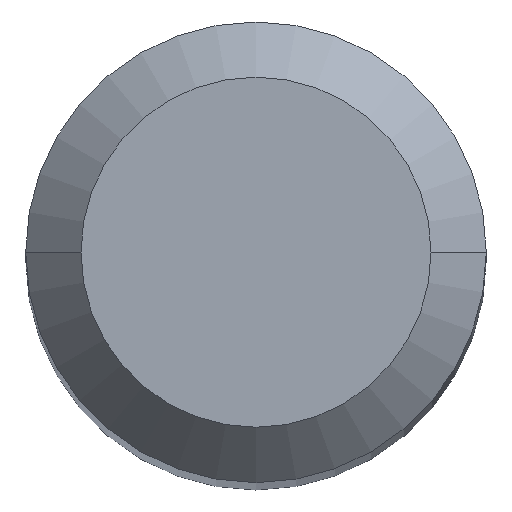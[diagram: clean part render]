
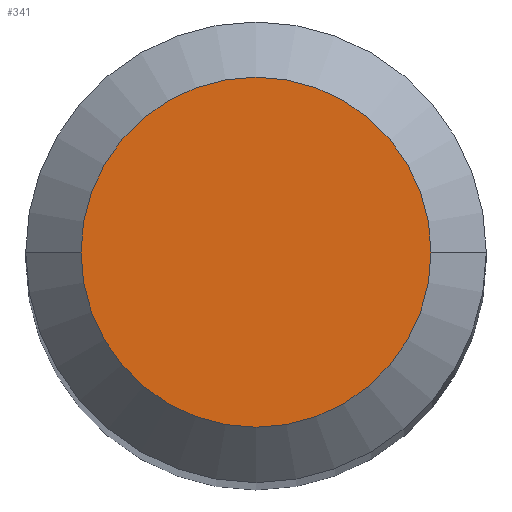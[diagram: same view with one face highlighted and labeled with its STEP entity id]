
A CAD part, top view. The second image highlights one B-rep face of the part: STEP entity #341.
In plain terms, the highlighted planar face has unit normal (0, 0, 1).
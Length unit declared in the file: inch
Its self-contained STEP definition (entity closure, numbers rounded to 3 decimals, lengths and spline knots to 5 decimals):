
#12 = EDGE_CURVE ( 'NONE', #27, #245, #356, .T. ) ;
#22 = ORIENTED_EDGE ( 'NONE', *, *, #125, .T. ) ;
#27 = VERTEX_POINT ( 'NONE', #278 ) ;
#58 = DIRECTION ( 'NONE',  ( 0., 0., -1. ) ) ;
#59 = CIRCLE ( 'NONE', #87, 0.0475 ) ;
#87 = AXIS2_PLACEMENT_3D ( 'NONE', #454, #201, #122 ) ;
#109 = AXIS2_PLACEMENT_3D ( 'NONE', #198, #58, #203 ) ;
#122 = DIRECTION ( 'NONE',  ( 1., 0., 0. ) ) ;
#125 = EDGE_CURVE ( 'NONE', #245, #27, #59, .T. ) ;
#135 = ORIENTED_EDGE ( 'NONE', *, *, #12, .T. ) ;
#194 = DIRECTION ( 'NONE',  ( 1., 0., 0. ) ) ;
#198 = CARTESIAN_POINT ( 'NONE',  ( 0., 0.0475, 0. ) ) ;
#201 = DIRECTION ( 'NONE',  ( 0., 0., 1. ) ) ;
#203 = DIRECTION ( 'NONE',  ( -1., 0., 0. ) ) ;
#234 = PLANE ( 'NONE',  #109 ) ;
#245 = VERTEX_POINT ( 'NONE', #334 ) ;
#278 = CARTESIAN_POINT ( 'NONE',  ( 0.0475, 0., 0. ) ) ;
#321 = DIRECTION ( 'NONE',  ( 0., 0., 1. ) ) ;
#334 = CARTESIAN_POINT ( 'NONE',  ( -0.0475, 0., 0. ) ) ;
#341 = ADVANCED_FACE ( 'NONE', ( #371 ), #234, .F. ) ;
#356 = CIRCLE ( 'NONE', #361, 0.0475 ) ;
#361 = AXIS2_PLACEMENT_3D ( 'NONE', #364, #321, #194 ) ;
#364 = CARTESIAN_POINT ( 'NONE',  ( 0., 0., 0. ) ) ;
#371 = FACE_OUTER_BOUND ( 'NONE', #434, .T. ) ;
#434 = EDGE_LOOP ( 'NONE', ( #22, #135 ) ) ;
#454 = CARTESIAN_POINT ( 'NONE',  ( 0., 0., 0. ) ) ;
